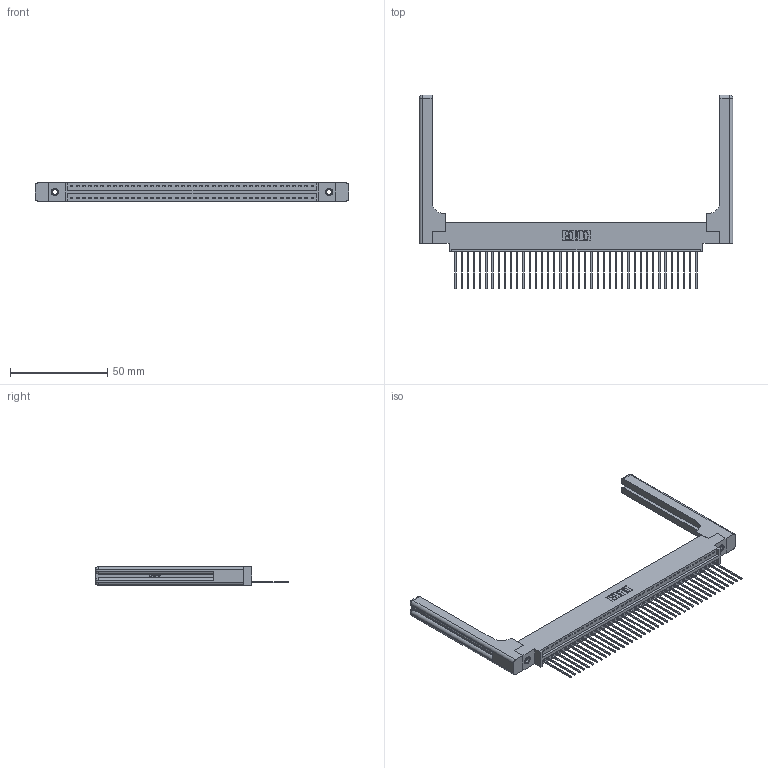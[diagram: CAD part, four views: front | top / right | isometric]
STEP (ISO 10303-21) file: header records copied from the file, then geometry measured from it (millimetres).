
FILE_DESCRIPTION (( 'STEP AP203' ), '1' );
FILE_NAME ('396-040-541-658.STEP', '2019-10-27T20:27:47', ( '' ), ( '' ), 'SwSTEP 2.0', 'SolidWorks 2016', '' );
FILE_SCHEMA (( 'CONFIG_CONTROL_DESIGN' ));
Length unit declared in the file: inch
Products named in the file (5): 396-040-541-658; 346-220-058_345-220-058; 345-250-001_345-250-001-102; 345-292-001_345-293-141; 346 Part_0.170 Offset - 0.156 Dia-TH
Assembly tree (45 placements, depth 2):
  396-040-541-658
    346 Part_0.170 Offset - 0.156 Dia-TH
    345-292-001_345-293-141  x40
    345-250-001_345-250-001-102  x2
    346-220-058_345-220-058  x2
Bounding box: 161.06 x 99.57 x 9.4 mm (x, y, z)
Volume: 22899.1 mm3; surface area: 25320.7 mm2
Topology: 45 solids, 45 shells, 2702 faces, 8047 edges, 5290 vertices
Faces by surface type: plane 1828, cylinder 814, bspline 36, cone 12, sphere 8, torus 4
Entity records: 30426 total; most frequent: CARTESIAN_POINT 6197, ORIENTED_EDGE 4968, DIRECTION 4400, EDGE_CURVE 2484, LINE 2100, VECTOR 2100, VERTEX_POINT 1646, AXIS2_PLACEMENT_3D 1150
